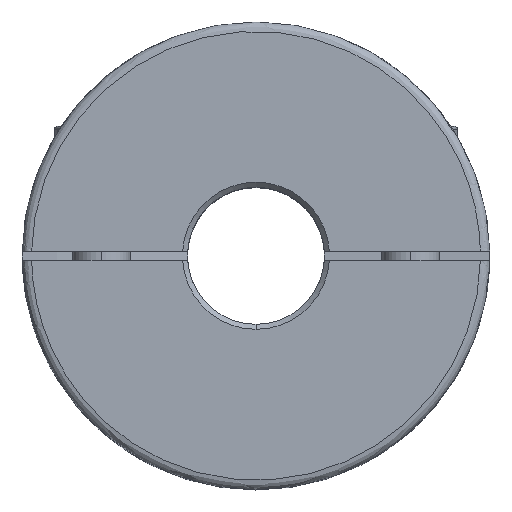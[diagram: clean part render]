
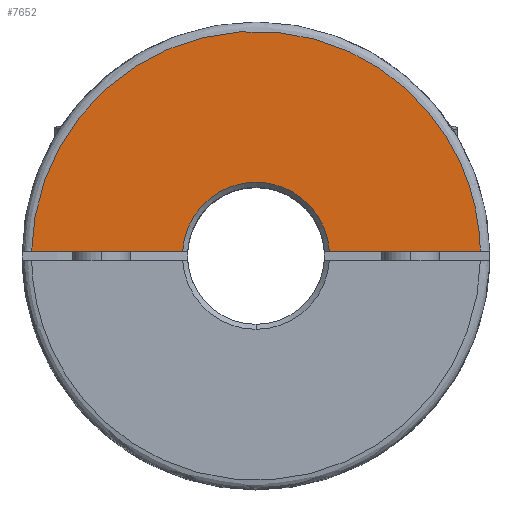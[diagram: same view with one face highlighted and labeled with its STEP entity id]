
A CAD part, top view. The second image highlights one B-rep face of the part: STEP entity #7652.
In plain terms, the highlighted planar face has unit normal (0, 0, 1).
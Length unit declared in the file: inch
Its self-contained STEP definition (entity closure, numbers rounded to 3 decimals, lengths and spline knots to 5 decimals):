
#13 = CARTESIAN_POINT ( 'NONE',  ( 1.17896, 2.38299, 1.03346 ) ) ;
#405 = CARTESIAN_POINT ( 'NONE',  ( -0.40174, 0.02559, 1.03346 ) ) ;
#738 = CIRCLE ( 'NONE', #6370, 0.40256 ) ;
#839 =( BOUNDED_CURVE ( )  B_SPLINE_CURVE ( 3, ( #7837, #1486, #13, #1444 ),
 .UNSPECIFIED., .F., .F. ) 
 B_SPLINE_CURVE_WITH_KNOTS ( ( 4, 4 ),
 ( 0., 1. ),
 .UNSPECIFIED. ) 
 CURVE ( )  GEOMETRIC_REPRESENTATION_ITEM ( )  RATIONAL_B_SPLINE_CURVE ( ( 1., 0.347, 0.347, 1. ) ) 
 REPRESENTATION_ITEM ( '' )  );
#911 = DIRECTION ( 'NONE',  ( 0., -1., 0. ) ) ;
#1147 = DIRECTION ( 'NONE',  ( 0., 0., 1. ) ) ;
#1444 = CARTESIAN_POINT ( 'NONE',  ( 1.22808, 0.02559, 1.03346 ) ) ;
#1486 = CARTESIAN_POINT ( 'NONE',  ( -1.17896, 2.38299, 1.03346 ) ) ;
#1707 = LINE ( 'NONE', #5183, #4640 ) ;
#2071 = CARTESIAN_POINT ( 'NONE',  ( 0.40174, 0.02559, 1.03346 ) ) ;
#2615 = AXIS2_PLACEMENT_3D ( 'NONE', #8166, #1147, #3271 ) ;
#2635 = ORIENTED_EDGE ( 'NONE', *, *, #5716, .F. ) ;
#2841 = ORIENTED_EDGE ( 'NONE', *, *, #5332, .T. ) ;
#3162 = CARTESIAN_POINT ( 'NONE',  ( 0.23622, 0.02559, 1.03346 ) ) ;
#3225 = PLANE ( 'NONE',  #2615 ) ;
#3271 = DIRECTION ( 'NONE',  ( 1., 0., 0. ) ) ;
#3299 = DIRECTION ( 'NONE',  ( 1., 0., 0. ) ) ;
#3776 = CARTESIAN_POINT ( 'NONE',  ( 1.22808, 0.02559, 1.03346 ) ) ;
#4525 = VERTEX_POINT ( 'NONE', #405 ) ;
#4640 = VECTOR ( 'NONE', #5833, 39.37008 ) ;
#4895 = CARTESIAN_POINT ( 'NONE',  ( 0., 0., 1.03346 ) ) ;
#5183 = CARTESIAN_POINT ( 'NONE',  ( 0.23622, 0.02559, 1.03346 ) ) ;
#5332 = EDGE_CURVE ( 'NONE', #7789, #5357, #1707, .T. ) ;
#5357 = VERTEX_POINT ( 'NONE', #3776 ) ;
#5411 = ORIENTED_EDGE ( 'NONE', *, *, #7128, .T. ) ;
#5716 = EDGE_CURVE ( 'NONE', #8295, #5357, #839, .T. ) ;
#5750 = ORIENTED_EDGE ( 'NONE', *, *, #6735, .T. ) ;
#5833 = DIRECTION ( 'NONE',  ( 1., 0., 0. ) ) ;
#6212 = VECTOR ( 'NONE', #3299, 39.37008 ) ;
#6370 = AXIS2_PLACEMENT_3D ( 'NONE', #4895, #7584, #911 ) ;
#6735 = EDGE_CURVE ( 'NONE', #4525, #7789, #738, .T. ) ;
#6752 = FACE_OUTER_BOUND ( 'NONE', #8422, .T. ) ;
#7128 = EDGE_CURVE ( 'NONE', #8295, #4525, #8868, .T. ) ;
#7584 = DIRECTION ( 'NONE',  ( 0., 0., -1. ) ) ;
#7652 = ADVANCED_FACE ( 'NONE', ( #6752 ), #3225, .T. ) ;
#7789 = VERTEX_POINT ( 'NONE', #2071 ) ;
#7837 = CARTESIAN_POINT ( 'NONE',  ( -1.22808, 0.02559, 1.03346 ) ) ;
#8166 = CARTESIAN_POINT ( 'NONE',  ( 0., 0., 1.03346 ) ) ;
#8295 = VERTEX_POINT ( 'NONE', #9131 ) ;
#8422 = EDGE_LOOP ( 'NONE', ( #5411, #5750, #2841, #2635 ) ) ;
#8868 = LINE ( 'NONE', #3162, #6212 ) ;
#9131 = CARTESIAN_POINT ( 'NONE',  ( -1.22808, 0.02559, 1.03346 ) ) ;
